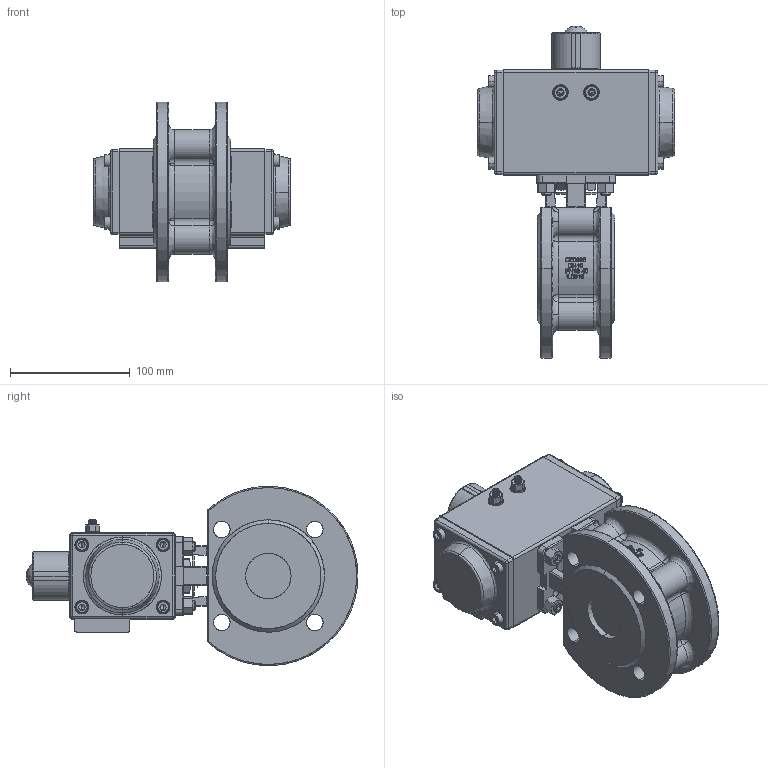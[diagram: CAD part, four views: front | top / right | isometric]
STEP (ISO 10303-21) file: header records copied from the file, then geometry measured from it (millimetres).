
FILE_DESCRIPTION (( 'STEP AP214' ), '1' );
FILE_NAME ('PK06_DN40 (PK06000007).STEP', '2022-05-02T07:59:53', ( '' ), ( '' ), 'SwSTEP 2.0', 'SolidWorks 2021', '' );
FILE_SCHEMA (( 'AUTOMOTIVE_DESIGN' ));
Length unit declared in the file: metre
Products named in the file (1): PK06_DN40 (PK06000007)
Bounding box: 165 x 277.65 x 150 mm (x, y, z)
Surface area: 185813.7 mm2 (no closed solid volume)
Topology: 0 solids, 637 shells, 837 faces, 4407 edges, 4130 vertices
Faces by surface type: cylinder 291, plane 264, bspline 183, cone 97, sphere 2
Entity records: 89837 total; most frequent: CARTESIAN_POINT 50056, DIRECTION 5292, ORIENTED_EDGE 4722, EDGE_CURVE 4371, VERTEX_POINT 4130, AXIS2_PLACEMENT_3D 1854, B_SPLINE_CURVE_WITH_KNOTS 1588, VECTOR 1584
